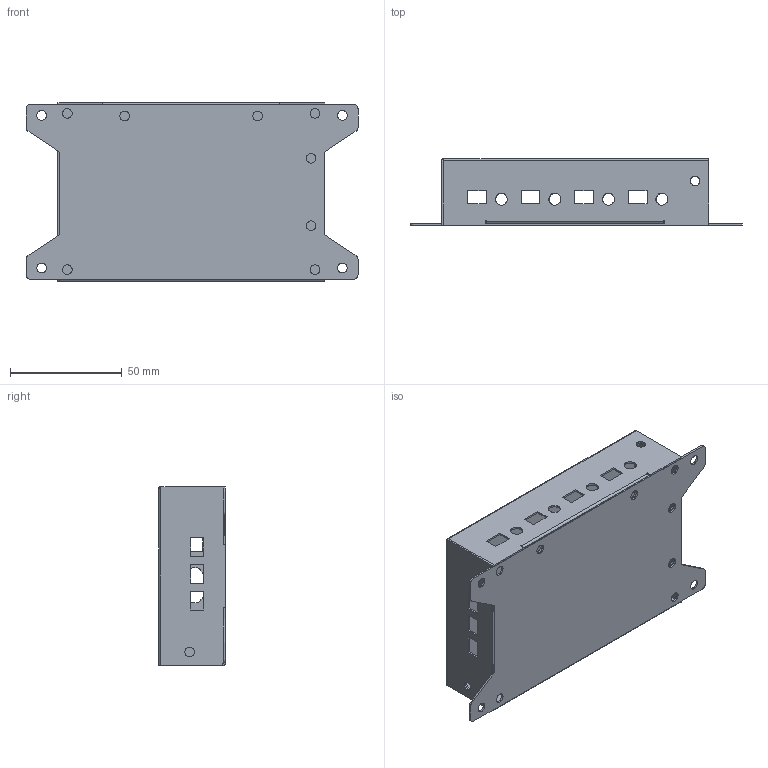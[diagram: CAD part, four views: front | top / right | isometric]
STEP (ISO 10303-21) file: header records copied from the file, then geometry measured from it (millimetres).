
FILE_DESCRIPTION (( 'STEP AP203' ), '1' );
FILE_NAME ('A80.STEP', '2023-04-27T08:38:13', ( '微软用户' ), ( '微软中国' ), 'SwSTEP 2.0', 'SolidWorks 2018', '' );
FILE_SCHEMA (( 'CONFIG_CONTROL_DESIGN' ));
Length unit declared in the file: millimetre
Products named in the file (4): 醱啣; A80; 奻褲; 狟褲
Assembly tree (3 placements, depth 2):
  A80
    狟褲
    奻褲
    醱啣
Bounding box: 148.8 x 29.8 x 80.2 mm (x, y, z)
Volume: 24923.5 mm3; surface area: 64126.3 mm2
Topology: 3 solids, 3 shells, 301 faces, 821 edges, 526 vertices
Faces by surface type: plane 185, cylinder 114, bspline 2
Entity records: 10096 total; most frequent: CARTESIAN_POINT 1725, DIRECTION 1648, ORIENTED_EDGE 1642, EDGE_CURVE 821, LINE 590, VECTOR 590, AXIS2_PLACEMENT_3D 529, VERTEX_POINT 526
